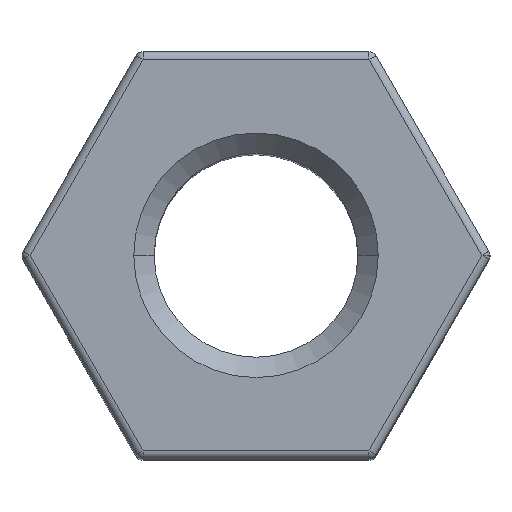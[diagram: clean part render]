
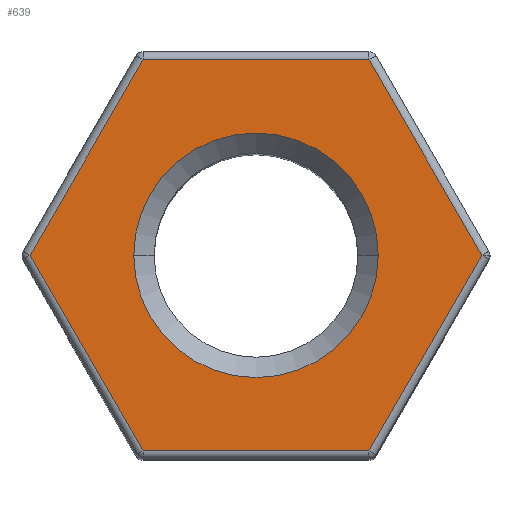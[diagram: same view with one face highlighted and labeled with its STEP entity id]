
A CAD part, top view. The second image highlights one B-rep face of the part: STEP entity #639.
In plain terms, the highlighted planar face has unit normal (0, 0, 1).
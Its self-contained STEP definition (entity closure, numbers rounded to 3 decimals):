
#63 = ORIENTED_EDGE ( 'NONE', *, *, #364, .T. ) ;
#94 = CIRCLE ( 'NONE', #702, 1.5 ) ;
#152 = VECTOR ( 'NONE', #845, 1000. ) ;
#155 = LINE ( 'NONE', #849, #152 ) ;
#158 = DIRECTION ( 'NONE',  ( 1., 0., 0. ) ) ;
#166 = DIRECTION ( 'NONE',  ( 0., 0., -1. ) ) ;
#172 = CARTESIAN_POINT ( 'NONE',  ( 0., 0., 10. ) ) ;
#174 = VECTOR ( 'NONE', #880, 1000. ) ;
#175 = CARTESIAN_POINT ( 'NONE',  ( 1.5, 0., 10. ) ) ;
#176 = VERTEX_POINT ( 'NONE', #509 ) ;
#185 = AXIS2_PLACEMENT_3D ( 'NONE', #172, #166, #158 ) ;
#188 = ORIENTED_EDGE ( 'NONE', *, *, #681, .T. ) ;
#204 = CARTESIAN_POINT ( 'NONE',  ( 1.386, 2.4, 10. ) ) ;
#214 = LINE ( 'NONE', #897, #235 ) ;
#217 = CARTESIAN_POINT ( 'NONE',  ( -1.357, -2.45, 10. ) ) ;
#232 = LINE ( 'NONE', #866, #174 ) ;
#235 = VECTOR ( 'NONE', #898, 1000. ) ;
#275 = VECTOR ( 'NONE', #922, 1000. ) ;
#290 = AXIS2_PLACEMENT_3D ( 'NONE', #953, #940, #929 ) ;
#301 = VERTEX_POINT ( 'NONE', #436 ) ;
#308 = VECTOR ( 'NONE', #904, 1000. ) ;
#310 = LINE ( 'NONE', #906, #308 ) ;
#312 = ORIENTED_EDGE ( 'NONE', *, *, #635, .T. ) ;
#314 = ORIENTED_EDGE ( 'NONE', *, *, #646, .T. ) ;
#319 = LINE ( 'NONE', #217, #275 ) ;
#339 = FACE_BOUND ( 'NONE', #393, .T. ) ;
#353 = VERTEX_POINT ( 'NONE', #389 ) ;
#358 = FACE_OUTER_BOUND ( 'NONE', #360, .T. ) ;
#360 = EDGE_LOOP ( 'NONE', ( #312, #314, #454, #933, #1035, #1048 ) ) ;
#364 = EDGE_CURVE ( 'NONE', #816, #176, #838, .T. ) ;
#388 = VECTOR ( 'NONE', #947, 1000. ) ;
#389 = CARTESIAN_POINT ( 'NONE',  ( -2.771, 0., 10. ) ) ;
#390 = LINE ( 'NONE', #952, #388 ) ;
#393 = EDGE_LOOP ( 'NONE', ( #63, #188 ) ) ;
#436 = CARTESIAN_POINT ( 'NONE',  ( -1.386, -2.4, 10. ) ) ;
#454 = ORIENTED_EDGE ( 'NONE', *, *, #652, .T. ) ;
#491 = VERTEX_POINT ( 'NONE', #1202 ) ;
#509 = CARTESIAN_POINT ( 'NONE',  ( -1.5, 0., 10. ) ) ;
#635 = EDGE_CURVE ( 'NONE', #1165, #1126, #390, .T. ) ;
#639 = ADVANCED_FACE ( 'NONE', ( #358, #339 ), #993, .T. ) ;
#646 = EDGE_CURVE ( 'NONE', #1126, #353, #310, .T. ) ;
#652 = EDGE_CURVE ( 'NONE', #353, #301, #319, .T. ) ;
#661 = EDGE_CURVE ( 'NONE', #301, #491, #214, .T. ) ;
#669 = EDGE_CURVE ( 'NONE', #491, #1051, #232, .T. ) ;
#677 = EDGE_CURVE ( 'NONE', #1051, #1165, #155, .T. ) ;
#681 = EDGE_CURVE ( 'NONE', #176, #816, #94, .T. ) ;
#702 = AXIS2_PLACEMENT_3D ( 'NONE', #833, #831, #830 ) ;
#816 = VERTEX_POINT ( 'NONE', #175 ) ;
#830 = DIRECTION ( 'NONE',  ( 1., 0., 0. ) ) ;
#831 = DIRECTION ( 'NONE',  ( 0., 0., -1. ) ) ;
#833 = CARTESIAN_POINT ( 'NONE',  ( 0., 0., 10. ) ) ;
#838 = CIRCLE ( 'NONE', #185, 1.5 ) ;
#845 = DIRECTION ( 'NONE',  ( -0.5, 0.866, 0. ) ) ;
#849 = CARTESIAN_POINT ( 'NONE',  ( 1.357, 2.45, 10. ) ) ;
#866 = CARTESIAN_POINT ( 'NONE',  ( 2.8, 0.05, 10. ) ) ;
#880 = DIRECTION ( 'NONE',  ( 0.5, 0.866, 0. ) ) ;
#897 = CARTESIAN_POINT ( 'NONE',  ( 1.443, -2.4, 10. ) ) ;
#898 = DIRECTION ( 'NONE',  ( 1., 0., 0. ) ) ;
#904 = DIRECTION ( 'NONE',  ( -0.5, -0.866, 0. ) ) ;
#906 = CARTESIAN_POINT ( 'NONE',  ( -2.8, -0.05, 10. ) ) ;
#922 = DIRECTION ( 'NONE',  ( 0.5, -0.866, 0. ) ) ;
#929 = DIRECTION ( 'NONE',  ( 1., 0., 0. ) ) ;
#933 = ORIENTED_EDGE ( 'NONE', *, *, #661, .T. ) ;
#940 = DIRECTION ( 'NONE',  ( 0., 0., 1. ) ) ;
#947 = DIRECTION ( 'NONE',  ( -1., 0., 0. ) ) ;
#952 = CARTESIAN_POINT ( 'NONE',  ( -1.443, 2.4, 10. ) ) ;
#953 = CARTESIAN_POINT ( 'NONE',  ( 2.887, 0., 10. ) ) ;
#981 = CARTESIAN_POINT ( 'NONE',  ( 2.771, 0., 10. ) ) ;
#993 = PLANE ( 'NONE',  #290 ) ;
#1035 = ORIENTED_EDGE ( 'NONE', *, *, #669, .T. ) ;
#1048 = ORIENTED_EDGE ( 'NONE', *, *, #677, .T. ) ;
#1051 = VERTEX_POINT ( 'NONE', #981 ) ;
#1126 = VERTEX_POINT ( 'NONE', #1172 ) ;
#1165 = VERTEX_POINT ( 'NONE', #204 ) ;
#1172 = CARTESIAN_POINT ( 'NONE',  ( -1.386, 2.4, 10. ) ) ;
#1202 = CARTESIAN_POINT ( 'NONE',  ( 1.386, -2.4, 10. ) ) ;
